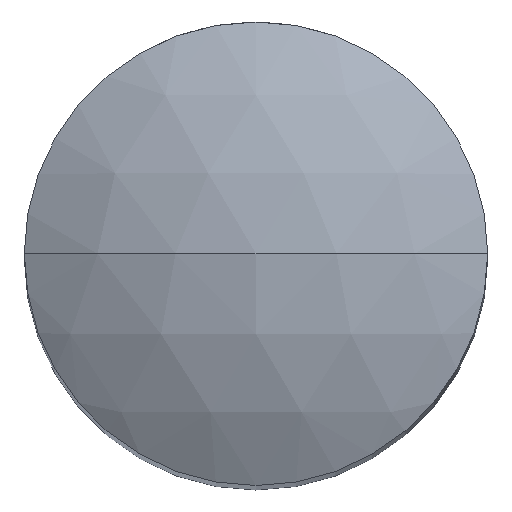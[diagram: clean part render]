
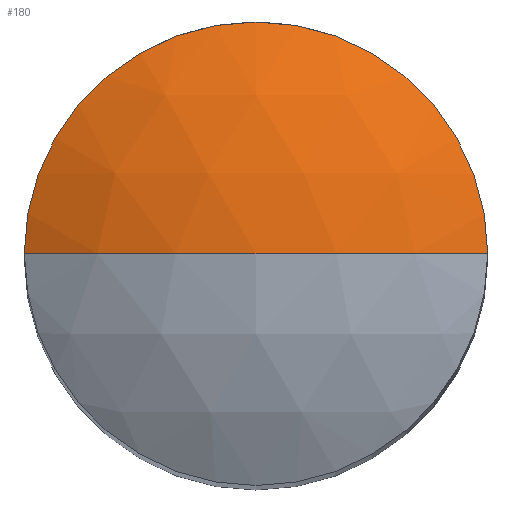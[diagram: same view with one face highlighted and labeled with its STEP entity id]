
A CAD part, top view. The second image highlights one B-rep face of the part: STEP entity #180.
In plain terms, the highlighted spherical face has radius 10 mm.
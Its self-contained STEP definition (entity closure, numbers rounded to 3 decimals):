
#24 = DIRECTION ( 'NONE',  ( 1., 0., 0. ) ) ;
#54 = VERTEX_POINT ( 'NONE', #60 ) ;
#60 = CARTESIAN_POINT ( 'NONE',  ( 5., 0., 28.66 ) ) ;
#67 = CARTESIAN_POINT ( 'NONE',  ( 0., 0., 20. ) ) ;
#87 = DIRECTION ( 'NONE',  ( 0., 1., 0. ) ) ;
#89 = CARTESIAN_POINT ( 'NONE',  ( 0., 0., 20. ) ) ;
#131 = DIRECTION ( 'NONE',  ( -1., 0., 0. ) ) ;
#138 = DIRECTION ( 'NONE',  ( 1., 0., 0. ) ) ;
#180 = ADVANCED_FACE ( 'NONE', ( #614 ), #781, .T. ) ;
#207 = DIRECTION ( 'NONE',  ( 0., -1., 0. ) ) ;
#219 = AXIS2_PLACEMENT_3D ( 'NONE', #67, #536, #138 ) ;
#243 = AXIS2_PLACEMENT_3D ( 'NONE', #492, #87, #555 ) ;
#271 = VERTEX_POINT ( 'NONE', #511 ) ;
#309 = AXIS2_PLACEMENT_3D ( 'NONE', #780, #672, #131 ) ;
#322 = CIRCLE ( 'NONE', #243, 10. ) ;
#378 = EDGE_LOOP ( 'NONE', ( #833, #849, #680 ) ) ;
#422 = CIRCLE ( 'NONE', #309, 5. ) ;
#472 = AXIS2_PLACEMENT_3D ( 'NONE', #89, #207, #24 ) ;
#492 = CARTESIAN_POINT ( 'NONE',  ( 0., 0., 20. ) ) ;
#511 = CARTESIAN_POINT ( 'NONE',  ( -5., 0., 28.66 ) ) ;
#536 = DIRECTION ( 'NONE',  ( 0., -1., 0. ) ) ;
#555 = DIRECTION ( 'NONE',  ( 0., 0., 1. ) ) ;
#574 = EDGE_CURVE ( 'NONE', #271, #54, #422, .T. ) ;
#614 = FACE_OUTER_BOUND ( 'NONE', #378, .T. ) ;
#672 = DIRECTION ( 'NONE',  ( 0., 0., -1. ) ) ;
#680 = ORIENTED_EDGE ( 'NONE', *, *, #574, .F. ) ;
#715 = EDGE_CURVE ( 'NONE', #867, #54, #322, .T. ) ;
#720 = CIRCLE ( 'NONE', #219, 10. ) ;
#780 = CARTESIAN_POINT ( 'NONE',  ( 0., 0., 28.66 ) ) ;
#781 = SPHERICAL_SURFACE ( 'NONE', #472, 10. ) ;
#833 = ORIENTED_EDGE ( 'NONE', *, *, #881, .F. ) ;
#849 = ORIENTED_EDGE ( 'NONE', *, *, #715, .T. ) ;
#867 = VERTEX_POINT ( 'NONE', #868 ) ;
#868 = CARTESIAN_POINT ( 'NONE',  ( 0., 0., 30. ) ) ;
#881 = EDGE_CURVE ( 'NONE', #867, #271, #720, .T. ) ;
